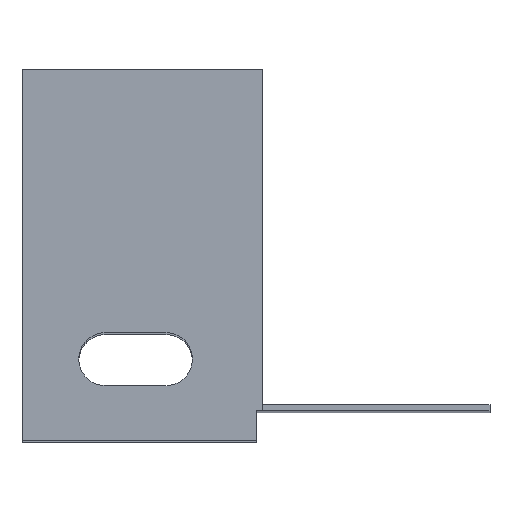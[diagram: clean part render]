
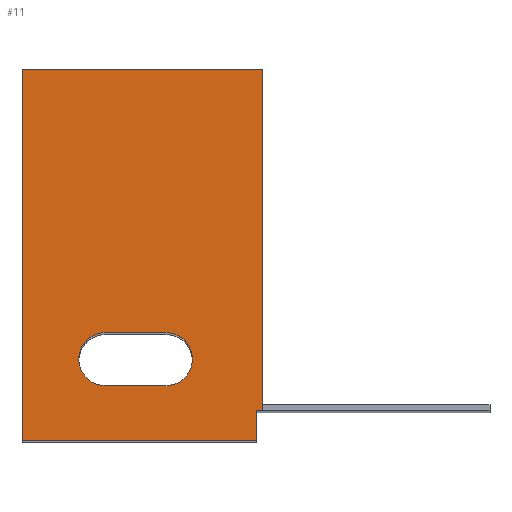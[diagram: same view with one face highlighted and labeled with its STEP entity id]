
A CAD part, top view. The second image highlights one B-rep face of the part: STEP entity #11.
In plain terms, the highlighted planar face has unit normal (0, 0, 1).
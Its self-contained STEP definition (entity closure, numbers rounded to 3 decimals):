
#1 = LINE ( 'NONE', #676, #123 ) ;
#11 = ADVANCED_FACE ( 'NONE', ( #438, #844 ), #200, .T. ) ;
#13 = CIRCLE ( 'NONE', #792, 3.5 ) ;
#22 = ORIENTED_EDGE ( 'NONE', *, *, #263, .T. ) ;
#24 = LINE ( 'NONE', #461, #540 ) ;
#36 = LINE ( 'NONE', #728, #57 ) ;
#48 = VERTEX_POINT ( 'NONE', #659 ) ;
#49 = LINE ( 'NONE', #430, #724 ) ;
#57 = VECTOR ( 'NONE', #628, 1000. ) ;
#61 = LINE ( 'NONE', #605, #238 ) ;
#80 = ORIENTED_EDGE ( 'NONE', *, *, #227, .F. ) ;
#95 = LINE ( 'NONE', #765, #323 ) ;
#98 = EDGE_CURVE ( 'NONE', #186, #48, #520, .T. ) ;
#123 = VECTOR ( 'NONE', #673, 1000. ) ;
#126 = EDGE_CURVE ( 'NONE', #415, #799, #1, .T. ) ;
#158 = ORIENTED_EDGE ( 'NONE', *, *, #860, .F. ) ;
#185 = LINE ( 'NONE', #393, #328 ) ;
#186 = VERTEX_POINT ( 'NONE', #870 ) ;
#192 = DIRECTION ( 'NONE',  ( 1., 0., 0. ) ) ;
#200 = PLANE ( 'NONE',  #809 ) ;
#207 = ORIENTED_EDGE ( 'NONE', *, *, #304, .F. ) ;
#212 = VECTOR ( 'NONE', #703, 1000. ) ;
#227 = EDGE_CURVE ( 'NONE', #810, #613, #504, .T. ) ;
#231 = EDGE_CURVE ( 'NONE', #327, #799, #36, .T. ) ;
#238 = VECTOR ( 'NONE', #584, 1000. ) ;
#258 = EDGE_LOOP ( 'NONE', ( #80, #462, #158, #599 ) ) ;
#263 = EDGE_CURVE ( 'NONE', #48, #327, #95, .T. ) ;
#267 = ORIENTED_EDGE ( 'NONE', *, *, #98, .T. ) ;
#270 = ORIENTED_EDGE ( 'NONE', *, *, #231, .T. ) ;
#272 = LINE ( 'NONE', #306, #484 ) ;
#289 = VERTEX_POINT ( 'NONE', #805 ) ;
#296 = DIRECTION ( 'NONE',  ( -1., 0., 0. ) ) ;
#298 = ORIENTED_EDGE ( 'NONE', *, *, #126, .F. ) ;
#304 = EDGE_CURVE ( 'NONE', #186, #574, #61, .T. ) ;
#306 = CARTESIAN_POINT ( 'NONE',  ( 1493.5, 0.8, 149.8 ) ) ;
#323 = VECTOR ( 'NONE', #717, 1000. ) ;
#327 = VERTEX_POINT ( 'NONE', #572 ) ;
#328 = VECTOR ( 'NONE', #392, 1000. ) ;
#379 = CARTESIAN_POINT ( 'NONE',  ( 1462.5, 0.8, 149.8 ) ) ;
#392 = DIRECTION ( 'NONE',  ( 1., 0., 0. ) ) ;
#393 = CARTESIAN_POINT ( 'NONE',  ( 1473.5, -41., 149.8 ) ) ;
#406 = CARTESIAN_POINT ( 'NONE',  ( 1473.5, -34., 149.8 ) ) ;
#415 = VERTEX_POINT ( 'NONE', #522 ) ;
#418 = CARTESIAN_POINT ( 'NONE',  ( 1494.3, -43.5, 149.8 ) ) ;
#428 = DIRECTION ( 'NONE',  ( 0., 1., 0. ) ) ;
#430 = CARTESIAN_POINT ( 'NONE',  ( 1462.5, -1., 149.8 ) ) ;
#438 = FACE_OUTER_BOUND ( 'NONE', #446, .T. ) ;
#446 = EDGE_LOOP ( 'NONE', ( #270, #298, #819, #876, #207, #267, #22 ) ) ;
#451 = CARTESIAN_POINT ( 'NONE',  ( 1473.5, -41., 149.8 ) ) ;
#461 = CARTESIAN_POINT ( 'NONE',  ( 1481.5, -34., 149.8 ) ) ;
#462 = ORIENTED_EDGE ( 'NONE', *, *, #593, .F. ) ;
#465 = DIRECTION ( 'NONE',  ( -1., 0., 0. ) ) ;
#475 = CARTESIAN_POINT ( 'NONE',  ( 1481.5, -34., 149.8 ) ) ;
#484 = VECTOR ( 'NONE', #296, 1000. ) ;
#490 = CARTESIAN_POINT ( 'NONE',  ( 1462.5, -48.3, 149.8 ) ) ;
#504 = CIRCLE ( 'NONE', #664, 3.5 ) ;
#520 = LINE ( 'NONE', #758, #212 ) ;
#522 = CARTESIAN_POINT ( 'NONE',  ( 1494.3, 0.8, 149.8 ) ) ;
#540 = VECTOR ( 'NONE', #465, 1000. ) ;
#572 = CARTESIAN_POINT ( 'NONE',  ( 1494.3, -44.3, 149.8 ) ) ;
#574 = VERTEX_POINT ( 'NONE', #490 ) ;
#576 = VERTEX_POINT ( 'NONE', #475 ) ;
#584 = DIRECTION ( 'NONE',  ( -1., 0., 0. ) ) ;
#593 = EDGE_CURVE ( 'NONE', #576, #810, #24, .T. ) ;
#599 = ORIENTED_EDGE ( 'NONE', *, *, #650, .F. ) ;
#605 = CARTESIAN_POINT ( 'NONE',  ( 1492.5, -48.3, 149.8 ) ) ;
#613 = VERTEX_POINT ( 'NONE', #451 ) ;
#620 = DIRECTION ( 'NONE',  ( 0., 0., 1. ) ) ;
#621 = CARTESIAN_POINT ( 'NONE',  ( 1481.5, -37.5, 149.8 ) ) ;
#628 = DIRECTION ( 'NONE',  ( 0., 1., 0. ) ) ;
#630 = DIRECTION ( 'NONE',  ( 1., 0., 0. ) ) ;
#631 = DIRECTION ( 'NONE',  ( 0., 0., 1. ) ) ;
#632 = CARTESIAN_POINT ( 'NONE',  ( 1473.5, -37.5, 149.8 ) ) ;
#646 = EDGE_CURVE ( 'NONE', #574, #690, #49, .T. ) ;
#650 = EDGE_CURVE ( 'NONE', #613, #289, #185, .T. ) ;
#659 = CARTESIAN_POINT ( 'NONE',  ( 1493.5, -44.3, 149.8 ) ) ;
#664 = AXIS2_PLACEMENT_3D ( 'NONE', #632, #631, #630 ) ;
#673 = DIRECTION ( 'NONE',  ( 0., -1., 0. ) ) ;
#676 = CARTESIAN_POINT ( 'NONE',  ( 1494.3, -1.5, 149.8 ) ) ;
#685 = CARTESIAN_POINT ( 'NONE',  ( 1492.5, -1., 149.8 ) ) ;
#690 = VERTEX_POINT ( 'NONE', #379 ) ;
#691 = DIRECTION ( 'NONE',  ( 0., 0., 1. ) ) ;
#703 = DIRECTION ( 'NONE',  ( 0., 1., 0. ) ) ;
#717 = DIRECTION ( 'NONE',  ( 1., 0., 0. ) ) ;
#724 = VECTOR ( 'NONE', #428, 1000. ) ;
#728 = CARTESIAN_POINT ( 'NONE',  ( 1494.3, -44.3, 149.8 ) ) ;
#758 = CARTESIAN_POINT ( 'NONE',  ( 1493.5, -48.3, 149.8 ) ) ;
#765 = CARTESIAN_POINT ( 'NONE',  ( 1494.3, -44.3, 149.8 ) ) ;
#769 = EDGE_CURVE ( 'NONE', #415, #690, #272, .T. ) ;
#786 = DIRECTION ( 'NONE',  ( 0., -1., 0. ) ) ;
#792 = AXIS2_PLACEMENT_3D ( 'NONE', #621, #620, #192 ) ;
#799 = VERTEX_POINT ( 'NONE', #418 ) ;
#805 = CARTESIAN_POINT ( 'NONE',  ( 1481.5, -41., 149.8 ) ) ;
#809 = AXIS2_PLACEMENT_3D ( 'NONE', #685, #691, #786 ) ;
#810 = VERTEX_POINT ( 'NONE', #406 ) ;
#819 = ORIENTED_EDGE ( 'NONE', *, *, #769, .T. ) ;
#844 = FACE_BOUND ( 'NONE', #258, .T. ) ;
#860 = EDGE_CURVE ( 'NONE', #289, #576, #13, .T. ) ;
#870 = CARTESIAN_POINT ( 'NONE',  ( 1493.5, -48.3, 149.8 ) ) ;
#876 = ORIENTED_EDGE ( 'NONE', *, *, #646, .F. ) ;
